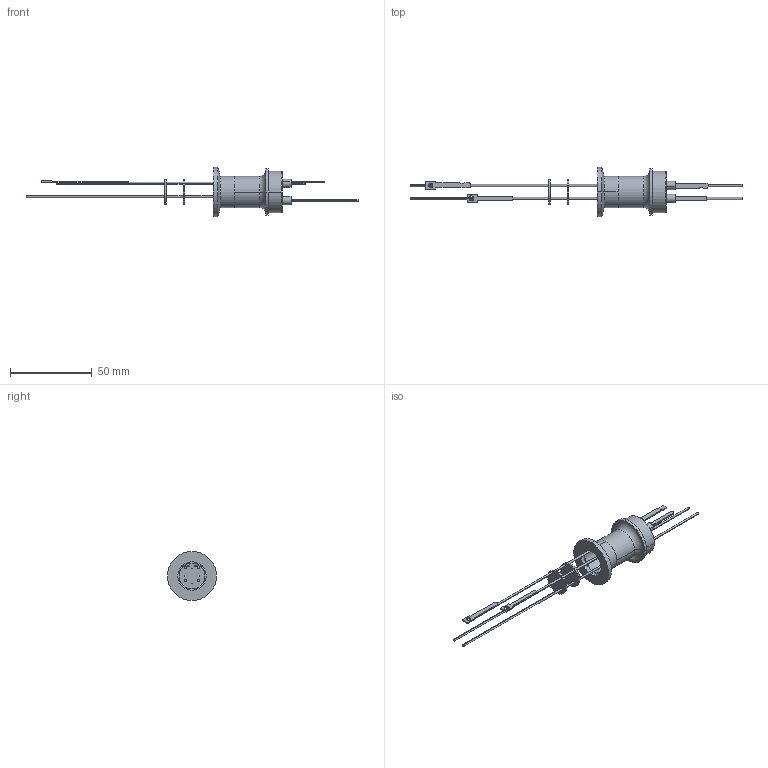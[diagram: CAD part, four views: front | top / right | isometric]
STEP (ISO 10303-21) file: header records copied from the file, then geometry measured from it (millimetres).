
FILE_DESCRIPTION (( 'STEP AP203' ), '1' );
FILE_NAME ('A0435-1-QF.STEP', '2013-01-10T19:59:23', ( '' ), ( '' ), 'SwSTEP 2.0', 'SolidWorks 2012', '' );
FILE_SCHEMA (( 'CONFIG_CONTROL_DESIGN' ));
Length unit declared in the file: inch
Products named in the file (1): A0435-1-QF
Bounding box: 202.85 x 29.97 x 29.97 mm (x, y, z)
Volume: 7822.6 mm3; surface area: 12661.8 mm2
Topology: 1 solids, 5 shells, 235 faces, 552 edges, 356 vertices
Faces by surface type: cylinder 132, plane 73, torus 20, cone 10
Entity records: 7001 total; most frequent: DIRECTION 1336, CARTESIAN_POINT 1144, ORIENTED_EDGE 1104, EDGE_CURVE 552, AXIS2_PLACEMENT_3D 548, VERTEX_POINT 356, CIRCLE 312, EDGE_LOOP 304
